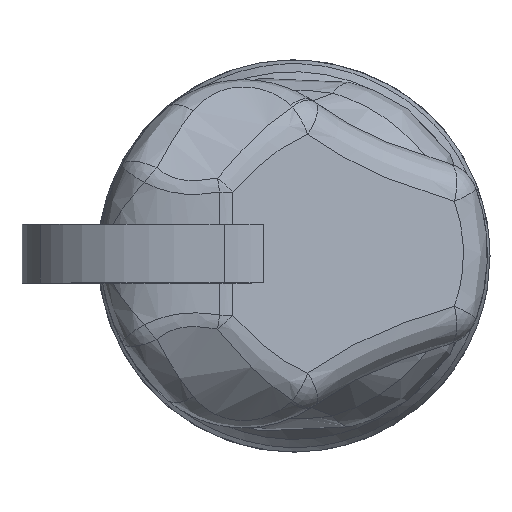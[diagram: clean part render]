
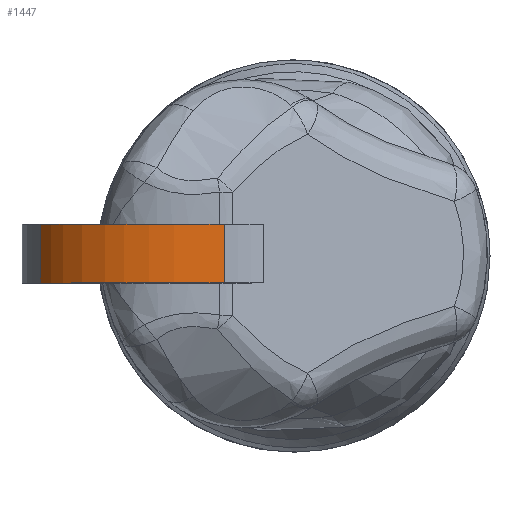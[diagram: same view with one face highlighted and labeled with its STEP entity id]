
A CAD part, top view. The second image highlights one B-rep face of the part: STEP entity #1447.
In plain terms, the highlighted free-form (B-spline) face has degree [5, 1] with [17, 2] control points.
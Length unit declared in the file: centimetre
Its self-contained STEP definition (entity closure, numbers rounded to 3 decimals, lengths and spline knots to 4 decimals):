
#57=VECTOR('',#367,1.);
#59=VECTOR('',#369,1.);
#77=LINE('',#1991,#57);
#79=LINE('',#2045,#59);
#137=B_SPLINE_CURVE_WITH_KNOTS('',5,(#1949,#1950,#1951,#1952,#1953,#1954,
#1955,#1956,#1957,#1958,#1959,#1960,#1961,#1962,#1963,#1964,#1965),
 .UNSPECIFIED.,.F.,.U.,(6,4,3,4,6),(-0.334,-0.0706,
0.0961,0.2627,0.296),.UNSPECIFIED.);
#139=B_SPLINE_CURVE_WITH_KNOTS('',5,(#2027,#2028,#2029,#2030,#2031,#2032,
#2033,#2034,#2035,#2036,#2037,#2038,#2039,#2040,#2041,#2042,#2043),
 .UNSPECIFIED.,.F.,.U.,(6,4,3,4,6),(-0.334,-0.0706,
0.0961,0.2627,0.296),.UNSPECIFIED.);
#242=VERTEX_POINT('',#1948);
#243=VERTEX_POINT('',#1966);
#249=VERTEX_POINT('',#1990);
#250=VERTEX_POINT('',#2044);
#367=DIRECTION('',(0.,-1.,0.));
#369=DIRECTION('',(0.,-1.,0.));
#720=EDGE_CURVE('',#243,#242,#137,.T.);
#729=EDGE_CURVE('',#242,#249,#77,.T.);
#731=EDGE_CURVE('',#249,#250,#139,.F.);
#732=EDGE_CURVE('',#243,#250,#79,.T.);
#929=ORIENTED_EDGE('',*,*,#731,.T.);
#930=ORIENTED_EDGE('',*,*,#732,.F.);
#931=ORIENTED_EDGE('',*,*,#720,.T.);
#932=ORIENTED_EDGE('',*,*,#729,.T.);
#1277=EDGE_LOOP('',(#929,#930,#931,#932));
#1363=FACE_BOUND('',#1277,.T.);
#1447=ADVANCED_FACE('',(#1363),#10203,.T.);
#1948=CARTESIAN_POINT('',(-8.2167,0.9525,43.7261));
#1949=CARTESIAN_POINT('',(-2.2537,0.9525,46.043));
#1950=CARTESIAN_POINT('',(-2.6008,0.9525,46.0633));
#1951=CARTESIAN_POINT('',(-2.9843,0.9525,46.0822));
#1952=CARTESIAN_POINT('',(-3.4046,0.9525,46.0911));
#1953=CARTESIAN_POINT('',(-3.8635,0.9525,46.0741));
#1954=CARTESIAN_POINT('',(-4.6623,0.9525,45.9768));
#1955=CARTESIAN_POINT('',(-4.9945,0.9525,45.9201));
#1956=CARTESIAN_POINT('',(-5.3475,0.9525,45.8393));
#1957=CARTESIAN_POINT('',(-6.094,0.9525,45.5999));
#1958=CARTESIAN_POINT('',(-6.8759,0.9525,45.1604));
#1959=CARTESIAN_POINT('',(-7.2655,0.9525,44.8776));
#1960=CARTESIAN_POINT('',(-7.6247,0.9525,44.5276));
#1961=CARTESIAN_POINT('',(-7.9988,0.9525,44.0465));
#1962=CARTESIAN_POINT('',(-8.0577,0.9525,43.9662));
#1963=CARTESIAN_POINT('',(-8.1135,0.9525,43.886));
#1964=CARTESIAN_POINT('',(-8.1665,0.9525,43.806));
#1965=CARTESIAN_POINT('',(-8.2167,0.9525,43.7261));
#1966=CARTESIAN_POINT('',(-2.2537,0.9525,46.043));
#1990=CARTESIAN_POINT('',(-8.2167,-0.9525,43.7261));
#1991=CARTESIAN_POINT('',(-8.2167,0.9525,43.7261));
#1993=CARTESIAN_POINT('',(-2.2537,0.9525,46.043));
#1994=CARTESIAN_POINT('',(-2.2537,-0.9525,46.043));
#1995=CARTESIAN_POINT('',(-2.6008,0.9525,46.0633));
#1996=CARTESIAN_POINT('',(-2.6008,-0.9525,46.0633));
#1997=CARTESIAN_POINT('',(-2.9843,0.9525,46.0822));
#1998=CARTESIAN_POINT('',(-2.9843,-0.9525,46.0822));
#1999=CARTESIAN_POINT('',(-3.4046,0.9525,46.0911));
#2000=CARTESIAN_POINT('',(-3.4046,-0.9525,46.0911));
#2001=CARTESIAN_POINT('',(-3.8635,0.9525,46.0741));
#2002=CARTESIAN_POINT('',(-3.8635,-0.9525,46.0741));
#2003=CARTESIAN_POINT('',(-4.6623,0.9525,45.9768));
#2004=CARTESIAN_POINT('',(-4.6623,-0.9525,45.9768));
#2005=CARTESIAN_POINT('',(-4.9945,0.9525,45.9201));
#2006=CARTESIAN_POINT('',(-4.9945,-0.9525,45.9201));
#2007=CARTESIAN_POINT('',(-5.3475,0.9525,45.8393));
#2008=CARTESIAN_POINT('',(-5.3475,-0.9525,45.8393));
#2009=CARTESIAN_POINT('',(-6.094,0.9525,45.5999));
#2010=CARTESIAN_POINT('',(-6.094,-0.9525,45.5999));
#2011=CARTESIAN_POINT('',(-6.8759,0.9525,45.1604));
#2012=CARTESIAN_POINT('',(-6.8759,-0.9525,45.1604));
#2013=CARTESIAN_POINT('',(-7.2655,0.9525,44.8776));
#2014=CARTESIAN_POINT('',(-7.2655,-0.9525,44.8776));
#2015=CARTESIAN_POINT('',(-7.6247,0.9525,44.5276));
#2016=CARTESIAN_POINT('',(-7.6247,-0.9525,44.5276));
#2017=CARTESIAN_POINT('',(-7.9988,0.9525,44.0465));
#2018=CARTESIAN_POINT('',(-7.9988,-0.9525,44.0465));
#2019=CARTESIAN_POINT('',(-8.0577,0.9525,43.9662));
#2020=CARTESIAN_POINT('',(-8.0577,-0.9525,43.9662));
#2021=CARTESIAN_POINT('',(-8.1135,0.9525,43.886));
#2022=CARTESIAN_POINT('',(-8.1135,-0.9525,43.886));
#2023=CARTESIAN_POINT('',(-8.1665,0.9525,43.806));
#2024=CARTESIAN_POINT('',(-8.1665,-0.9525,43.806));
#2025=CARTESIAN_POINT('',(-8.2167,0.9525,43.7261));
#2026=CARTESIAN_POINT('',(-8.2167,-0.9525,43.7261));
#2027=CARTESIAN_POINT('',(-2.2537,-0.9525,46.043));
#2028=CARTESIAN_POINT('',(-2.6008,-0.9525,46.0633));
#2029=CARTESIAN_POINT('',(-2.9843,-0.9525,46.0822));
#2030=CARTESIAN_POINT('',(-3.4046,-0.9525,46.0911));
#2031=CARTESIAN_POINT('',(-3.8635,-0.9525,46.0741));
#2032=CARTESIAN_POINT('',(-4.6623,-0.9525,45.9768));
#2033=CARTESIAN_POINT('',(-4.9945,-0.9525,45.9201));
#2034=CARTESIAN_POINT('',(-5.3475,-0.9525,45.8393));
#2035=CARTESIAN_POINT('',(-6.094,-0.9525,45.5999));
#2036=CARTESIAN_POINT('',(-6.8759,-0.9525,45.1604));
#2037=CARTESIAN_POINT('',(-7.2655,-0.9525,44.8776));
#2038=CARTESIAN_POINT('',(-7.6247,-0.9525,44.5276));
#2039=CARTESIAN_POINT('',(-7.9988,-0.9525,44.0465));
#2040=CARTESIAN_POINT('',(-8.0577,-0.9525,43.9662));
#2041=CARTESIAN_POINT('',(-8.1135,-0.9525,43.886));
#2042=CARTESIAN_POINT('',(-8.1665,-0.9525,43.806));
#2043=CARTESIAN_POINT('',(-8.2167,-0.9525,43.7261));
#2044=CARTESIAN_POINT('',(-2.2537,-0.9525,46.043));
#2045=CARTESIAN_POINT('',(-2.2537,0.9525,46.043));
#10203=B_SPLINE_SURFACE_WITH_KNOTS('',5,1,((#1993,#1994),(#1995,#1996),
(#1997,#1998),(#1999,#2000),(#2001,#2002),(#2003,#2004),(#2005,#2006),(#2007,
#2008),(#2009,#2010),(#2011,#2012),(#2013,#2014),(#2015,#2016),(#2017,#2018),
(#2019,#2020),(#2021,#2022),(#2023,#2024),(#2025,#2026)),.UNSPECIFIED.,
 .F.,.F.,.U.,(6,4,3,4,6),(2,2),(-0.334,-0.0706,
0.0961,0.2627,0.296),(0.,1.905),
 .UNSPECIFIED.);
